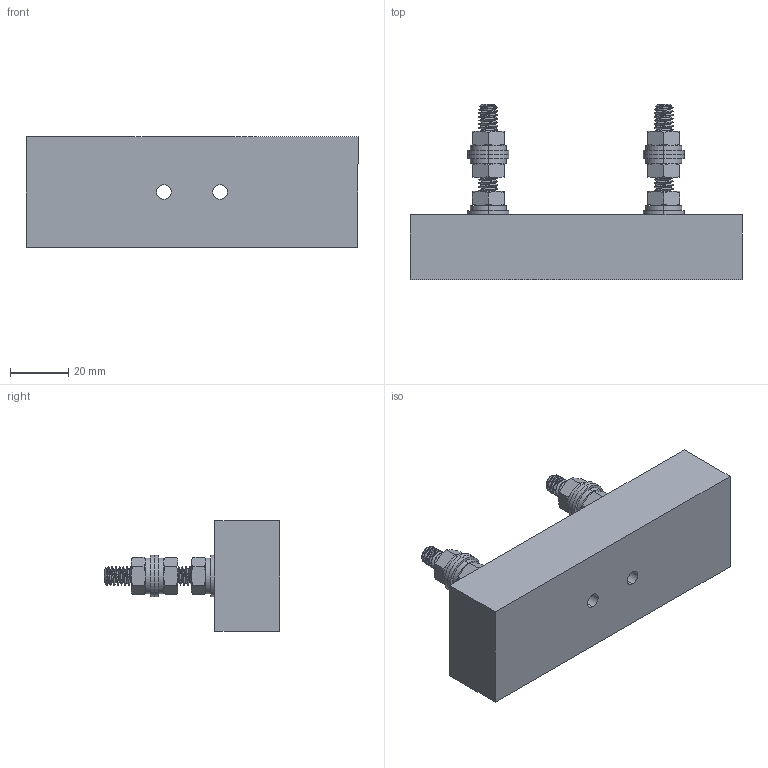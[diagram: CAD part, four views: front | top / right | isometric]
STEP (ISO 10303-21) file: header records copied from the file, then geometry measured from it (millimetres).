
FILE_DESCRIPTION (( 'STEP AP214' ), '1' );
FILE_NAME ('16424.STEP', '2017-01-30T18:23:23', ( '' ), ( '' ), 'SwSTEP 2.0', 'SolidWorks 2016', '' );
FILE_SCHEMA (( 'AUTOMOTIVE_DESIGN' ));
Length unit declared in the file: inch
Products named in the file (1): 16424
Bounding box: 114.3 x 60.45 x 38.1 mm (x, y, z)
Surface area: 23283.3 mm2 (no closed solid volume)
Topology: 0 solids, 21 shells, 338 faces, 948 edges, 630 vertices
Faces by surface type: cylinder 194, plane 70, cone 66, bspline 8
Entity records: 28733 total; most frequent: CARTESIAN_POINT 16881, ORIENTED_EDGE 1724, DIRECTION 1302, EDGE_CURVE 948, VERTEX_POINT 630, AXIS2_PLACEMENT_3D 505, EDGE_LOOP 354, LENGTH_MEASURE_WITH_UNIT 340
